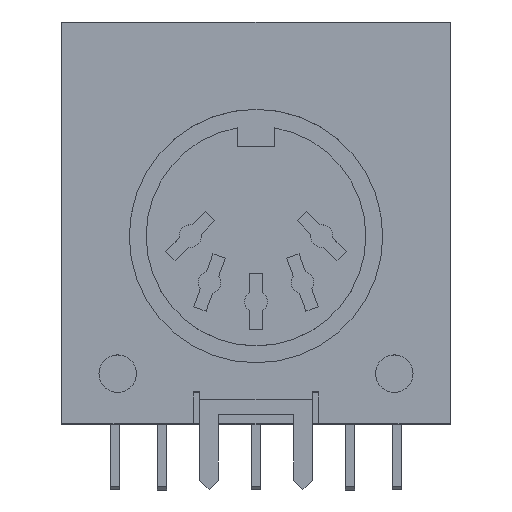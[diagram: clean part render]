
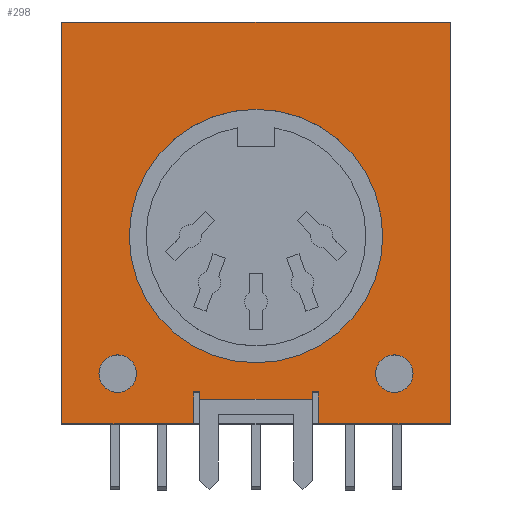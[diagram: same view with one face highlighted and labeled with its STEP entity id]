
A CAD part, top view. The second image highlights one B-rep face of the part: STEP entity #298.
In plain terms, the highlighted planar face has unit normal (0, 0, 1).
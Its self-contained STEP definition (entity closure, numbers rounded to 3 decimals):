
#298=ADVANCED_FACE('NONE',(#735,#736,#737,#738),#739,.F.);
#735=FACE_OUTER_BOUND('',#1327,.T.);
#736=FACE_BOUND('',#1328,.T.);
#737=FACE_BOUND('',#1329,.T.);
#738=FACE_BOUND('',#1330,.T.);
#739=PLANE('',#1331);
#1327=EDGE_LOOP('',(#2128,#2129,#2130,#2131,#2132,#2133,#2134,#2135,#2136,#2137,#2138,#2139));
#1328=EDGE_LOOP('',(#2140,#2141));
#1329=EDGE_LOOP('',(#2142,#2143));
#1330=EDGE_LOOP('',(#2144,#2145));
#1331=AXIS2_PLACEMENT_3D('',#2146,#2147,#2148);
#2128=ORIENTED_EDGE('',*,*,#3820,.T.);
#2129=ORIENTED_EDGE('',*,*,#3821,.T.);
#2130=ORIENTED_EDGE('',*,*,#3822,.T.);
#2131=ORIENTED_EDGE('',*,*,#3823,.T.);
#2132=ORIENTED_EDGE('',*,*,#3608,.T.);
#2133=ORIENTED_EDGE('',*,*,#3824,.T.);
#2134=ORIENTED_EDGE('',*,*,#3825,.T.);
#2135=ORIENTED_EDGE('',*,*,#3826,.T.);
#2136=ORIENTED_EDGE('',*,*,#3634,.T.);
#2137=ORIENTED_EDGE('',*,*,#3625,.T.);
#2138=ORIENTED_EDGE('',*,*,#3827,.F.);
#2139=ORIENTED_EDGE('',*,*,#3828,.T.);
#2140=ORIENTED_EDGE('',*,*,#3829,.F.);
#2141=ORIENTED_EDGE('',*,*,#3830,.F.);
#2142=ORIENTED_EDGE('',*,*,#3831,.F.);
#2143=ORIENTED_EDGE('',*,*,#3832,.F.);
#2144=ORIENTED_EDGE('',*,*,#3833,.F.);
#2145=ORIENTED_EDGE('',*,*,#3834,.F.);
#2146=CARTESIAN_POINT('',(10.35,0.,0.0));
#2147=DIRECTION('',(0.0,0.0,-1.0));
#2148=DIRECTION('',(0.0,-1.0,0.0));
#3608=EDGE_CURVE('NONE',#4333,#4334,#4335,.T.);
#3625=EDGE_CURVE('NONE',#4366,#4364,#4367,.T.);
#3634=EDGE_CURVE('NONE',#4381,#4366,#4382,.T.);
#3820=EDGE_CURVE('NONE',#4710,#4711,#4712,.T.);
#3821=EDGE_CURVE('NONE',#4711,#4713,#4714,.T.);
#3822=EDGE_CURVE('NONE',#4713,#4715,#4716,.T.);
#3823=EDGE_CURVE('NONE',#4715,#4333,#4717,.T.);
#3824=EDGE_CURVE('NONE',#4334,#4718,#4719,.T.);
#3825=EDGE_CURVE('NONE',#4718,#4720,#4721,.T.);
#3826=EDGE_CURVE('NONE',#4720,#4381,#4722,.T.);
#3827=EDGE_CURVE('NONE',#4723,#4364,#4724,.T.);
#3828=EDGE_CURVE('NONE',#4723,#4710,#4725,.T.);
#3829=EDGE_CURVE('NONE',#4726,#4727,#4728,.T.);
#3830=EDGE_CURVE('NONE',#4727,#4726,#4729,.T.);
#3831=EDGE_CURVE('NONE',#4730,#4731,#4732,.T.);
#3832=EDGE_CURVE('NONE',#4731,#4730,#4733,.T.);
#3833=EDGE_CURVE('NONE',#4734,#4735,#4736,.T.);
#3834=EDGE_CURVE('NONE',#4735,#4734,#4737,.T.);
#4333=VERTEX_POINT('NONE',#5415);
#4334=VERTEX_POINT('NONE',#5416);
#4335=LINE('',#5417,#5418);
#4364=VERTEX_POINT('NONE',#5460);
#4366=VERTEX_POINT('NONE',#5463);
#4367=LINE('',#5464,#5465);
#4381=VERTEX_POINT('NONE',#5485);
#4382=LINE('',#5486,#5487);
#4710=VERTEX_POINT('NONE',#5933);
#4711=VERTEX_POINT('NONE',#5934);
#4712=LINE('',#5935,#5936);
#4713=VERTEX_POINT('NONE',#5937);
#4714=LINE('',#5938,#5939);
#4715=VERTEX_POINT('NONE',#5940);
#4716=LINE('',#5941,#5942);
#4717=LINE('',#5943,#5944);
#4718=VERTEX_POINT('NONE',#5945);
#4719=LINE('',#5946,#5947);
#4720=VERTEX_POINT('NONE',#5948);
#4721=LINE('',#5949,#5950);
#4722=LINE('',#5951,#5952);
#4723=VERTEX_POINT('NONE',#5953);
#4724=LINE('',#5954,#5955);
#4725=LINE('',#5956,#5957);
#4726=VERTEX_POINT('NONE',#5958);
#4727=VERTEX_POINT('NONE',#5959);
#4728=CIRCLE('',#5960,6.75);
#4729=CIRCLE('',#5961,6.75);
#4730=VERTEX_POINT('NONE',#5962);
#4731=VERTEX_POINT('NONE',#5963);
#4732=CIRCLE('',#5964,1.);
#4733=CIRCLE('',#5965,1.);
#4734=VERTEX_POINT('NONE',#5966);
#4735=VERTEX_POINT('NONE',#5967);
#4736=CIRCLE('',#5968,1.0);
#4737=CIRCLE('',#5969,1.0);
#5415=CARTESIAN_POINT('',(10.35,21.4,0.0));
#5416=CARTESIAN_POINT('',(-10.35,21.4,0.0));
#5417=CARTESIAN_POINT('',(-10.35,21.4,0.0));
#5418=VECTOR('',#6932,1000.0);
#5460=CARTESIAN_POINT('',(-3.0,1.3,0.0));
#5463=CARTESIAN_POINT('',(-3.0,1.7,0.0));
#5464=CARTESIAN_POINT('',(-3.0,1.7,0.0));
#5465=VECTOR('',#6947,1000.0);
#5485=CARTESIAN_POINT('',(-3.329,1.7,0.0));
#5486=CARTESIAN_POINT('',(-3.329,1.7,0.0));
#5487=VECTOR('',#6954,1000.0);
#5933=CARTESIAN_POINT('',(3.0,1.7,0.0));
#5934=CARTESIAN_POINT('',(3.329,1.7,0.0));
#5935=CARTESIAN_POINT('',(3.329,1.7,0.0));
#5936=VECTOR('',#7187,1000.0);
#5937=CARTESIAN_POINT('',(3.329,0.,0.0));
#5938=CARTESIAN_POINT('',(3.329,0.,0.0));
#5939=VECTOR('',#7188,1000.0);
#5940=CARTESIAN_POINT('',(10.35,0.,0.0));
#5941=CARTESIAN_POINT('',(10.35,0.,0.0));
#5942=VECTOR('',#7189,1000.0);
#5943=CARTESIAN_POINT('',(10.35,21.4,0.0));
#5944=VECTOR('',#7190,1000.0);
#5945=CARTESIAN_POINT('',(-10.35,0.,0.0));
#5946=CARTESIAN_POINT('',(-10.35,21.4,0.0));
#5947=VECTOR('',#7191,1000.0);
#5948=CARTESIAN_POINT('',(-3.329,0.,0.0));
#5949=CARTESIAN_POINT('',(10.35,0.,0.0));
#5950=VECTOR('',#7192,1000.0);
#5951=CARTESIAN_POINT('',(-3.329,0.,0.0));
#5952=VECTOR('',#7193,1000.0);
#5953=CARTESIAN_POINT('',(3.0,1.3,0.0));
#5954=CARTESIAN_POINT('',(-3.0,1.3,0.0));
#5955=VECTOR('',#7194,1000.0);
#5956=CARTESIAN_POINT('',(3.0,1.7,0.0));
#5957=VECTOR('',#7195,1000.0);
#5958=CARTESIAN_POINT('',(6.75,10.0,0.0));
#5959=CARTESIAN_POINT('',(-6.75,10.0,0.0));
#5960=AXIS2_PLACEMENT_3D('',#7196,#7197,#7198);
#5961=AXIS2_PLACEMENT_3D('',#7199,#7200,#7201);
#5962=CARTESIAN_POINT('',(-6.365,2.67,0.0));
#5963=CARTESIAN_POINT('',(-8.365,2.67,0.0));
#5964=AXIS2_PLACEMENT_3D('',#7202,#7203,#7204);
#5965=AXIS2_PLACEMENT_3D('',#7205,#7206,#7207);
#5966=CARTESIAN_POINT('',(8.365,2.67,0.0));
#5967=CARTESIAN_POINT('',(6.365,2.67,0.0));
#5968=AXIS2_PLACEMENT_3D('',#7208,#7209,#7210);
#5969=AXIS2_PLACEMENT_3D('',#7211,#7212,#7213);
#6932=DIRECTION('',(-1.0,0.,-0.0));
#6947=DIRECTION('',(0.0,-1.0,0.0));
#6954=DIRECTION('',(1.0,0.,0.0));
#7187=DIRECTION('',(1.0,-0.0,-0.0));
#7188=DIRECTION('',(-0.0,-1.0,-0.0));
#7189=DIRECTION('',(1.0,0.,-0.0));
#7190=DIRECTION('',(0.,1.0,-0.0));
#7191=DIRECTION('',(0.,-1.0,0.0));
#7192=DIRECTION('',(1.0,0.,-0.0));
#7193=DIRECTION('',(0.0,1.0,0.0));
#7194=DIRECTION('',(-1.0,0.,-0.0));
#7195=DIRECTION('',(-0.0,1.0,-0.0));
#7196=CARTESIAN_POINT('',(0.,10.0,0.0));
#7197=DIRECTION('',(0.0,0.0,1.0));
#7198=DIRECTION('',(1.0,0.0,0.0));
#7199=CARTESIAN_POINT('',(0.,10.0,0.0));
#7200=DIRECTION('',(0.0,0.0,1.0));
#7201=DIRECTION('',(1.0,0.0,0.0));
#7202=CARTESIAN_POINT('',(-7.365,2.67,0.0));
#7203=DIRECTION('',(0.0,0.0,1.0));
#7204=DIRECTION('',(-1.0,0.0,0.0));
#7205=CARTESIAN_POINT('',(-7.365,2.67,0.0));
#7206=DIRECTION('',(0.0,0.0,1.0));
#7207=DIRECTION('',(-1.0,0.0,0.0));
#7208=CARTESIAN_POINT('',(7.365,2.67,0.0));
#7209=DIRECTION('',(0.0,0.0,1.0));
#7210=DIRECTION('',(1.0,0.0,0.0));
#7211=CARTESIAN_POINT('',(7.365,2.67,0.0));
#7212=DIRECTION('',(0.0,0.0,1.0));
#7213=DIRECTION('',(1.0,0.0,0.0));
